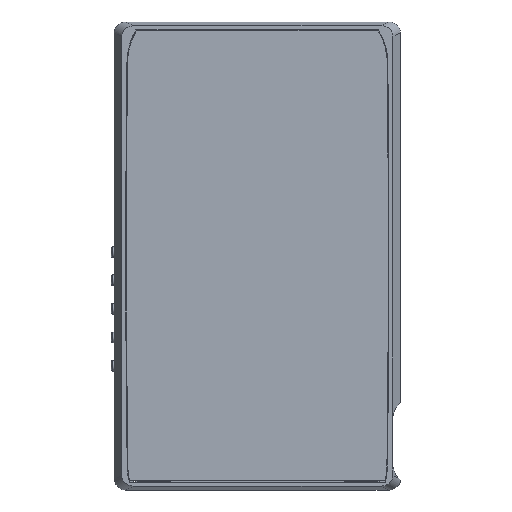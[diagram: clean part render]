
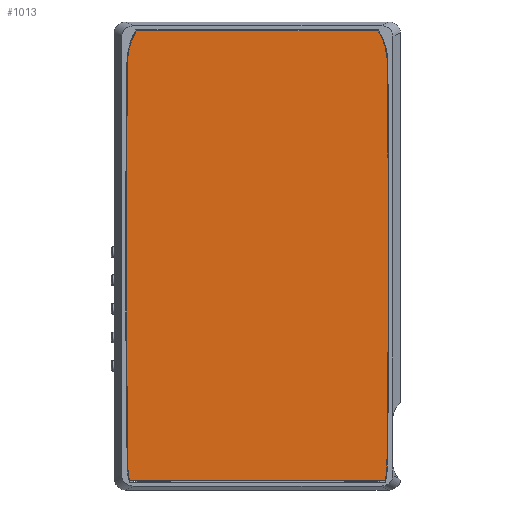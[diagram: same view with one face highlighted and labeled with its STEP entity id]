
A CAD part, top view. The second image highlights one B-rep face of the part: STEP entity #1013.
In plain terms, the highlighted planar face has unit normal (0, 0, 1).
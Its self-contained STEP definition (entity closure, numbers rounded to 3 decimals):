
#438=DIRECTION('',(1.,0.,0.));
#439=VECTOR('',#438,66.12);
#440=CARTESIAN_POINT('',(-33.06,-55.123,0.6));
#441=LINE('',#440,#439);
#445=CARTESIAN_POINT('',(-10.592,-50.649,0.6));
#446=DIRECTION('',(0.,0.,1.));
#447=DIRECTION('',(-1.,-0.024,0.));
#448=AXIS2_PLACEMENT_3D('',#445,#446,#447);
#453=CARTESIAN_POINT('',(4039.663,4.078,0.6));
#454=DIRECTION('',(0.,0.,1.));
#455=DIRECTION('',(-1.,0.012,0.));
#456=AXIS2_PLACEMENT_3D('',#453,#454,#455);
#461=CARTESIAN_POINT('',(-15.442,52.364,0.6));
#462=DIRECTION('',(0.,0.,1.));
#463=DIRECTION('',(-0.973,0.232,0.));
#464=AXIS2_PLACEMENT_3D('',#461,#462,#463);
#469=CARTESIAN_POINT('',(-15.147,51.716,0.6));
#470=DIRECTION('',(0.,0.,1.));
#471=DIRECTION('',(-0.867,0.498,0.));
#472=AXIS2_PLACEMENT_3D('',#469,#470,#471);
#477=DIRECTION('',(1.,0.,0.));
#478=VECTOR('',#477,62.522);
#479=CARTESIAN_POINT('',(-31.261,60.977,0.6));
#480=LINE('',#479,#478);
#484=CARTESIAN_POINT('',(15.147,51.716,0.6));
#485=DIRECTION('',(0.,0.,1.));
#486=DIRECTION('',(0.965,0.261,0.));
#487=AXIS2_PLACEMENT_3D('',#484,#485,#486);
#492=CARTESIAN_POINT('',(15.442,52.364,0.6));
#493=DIRECTION('',(0.,0.,1.));
#494=DIRECTION('',(1.,0.012,0.));
#495=AXIS2_PLACEMENT_3D('',#492,#493,#494);
#500=CARTESIAN_POINT('',(-4039.663,4.078,0.6));
#501=DIRECTION('',(0.,0.,1.));
#502=DIRECTION('',(1.,-0.014,0.));
#503=AXIS2_PLACEMENT_3D('',#500,#501,#502);
#508=CARTESIAN_POINT('',(10.592,-50.649,0.6));
#509=DIRECTION('',(0.,0.,1.));
#510=DIRECTION('',(0.981,-0.195,0.));
#511=AXIS2_PLACEMENT_3D('',#508,#509,#510);
#528=CARTESIAN_POINT('',(-33.581,52.577,0.6));
#529=CARTESIAN_POINT('',(-33.495,-51.194,0.6));
#530=VERTEX_POINT('',#528);
#531=VERTEX_POINT('',#529);
#532=CARTESIAN_POINT('',(-33.089,56.566,0.6));
#533=VERTEX_POINT('',#532);
#534=CARTESIAN_POINT('',(33.581,52.577,0.6));
#535=CARTESIAN_POINT('',(33.089,56.566,0.6));
#536=VERTEX_POINT('',#534);
#537=VERTEX_POINT('',#535);
#538=CARTESIAN_POINT('',(33.495,-51.194,0.6));
#539=VERTEX_POINT('',#538);
#596=CARTESIAN_POINT('',(-33.06,-55.123,0.6));
#597=CARTESIAN_POINT('',(33.06,-55.123,0.6));
#598=VERTEX_POINT('',#596);
#599=VERTEX_POINT('',#597);
#600=CARTESIAN_POINT('',(-31.261,60.977,0.6));
#601=CARTESIAN_POINT('',(31.261,60.977,0.6));
#602=VERTEX_POINT('',#600);
#603=VERTEX_POINT('',#601);
#996=CARTESIAN_POINT('',(0.,0.,0.6));
#997=DIRECTION('',(0.,0.,-1.));
#998=DIRECTION('',(1.,0.,0.));
#999=AXIS2_PLACEMENT_3D('',#996,#997,#998);
#1000=PLANE('',#999);
#1001=ORIENTED_EDGE('',*,*,#864,.F.);
#1002=ORIENTED_EDGE('',*,*,#880,.F.);
#1003=ORIENTED_EDGE('',*,*,#893,.F.);
#1004=ORIENTED_EDGE('',*,*,#907,.F.);
#1005=ORIENTED_EDGE('',*,*,#920,.F.);
#1006=ORIENTED_EDGE('',*,*,#935,.T.);
#1007=ORIENTED_EDGE('',*,*,#950,.F.);
#1008=ORIENTED_EDGE('',*,*,#963,.F.);
#1009=ORIENTED_EDGE('',*,*,#977,.F.);
#1010=ORIENTED_EDGE('',*,*,#989,.F.);
#1011=EDGE_LOOP('',(#1001,#1002,#1003,#1004,#1005,#1006,#1007,#1008,#1009,
#1010));
#1012=FACE_OUTER_BOUND('',#1011,.F.);
#1013=ADVANCED_FACE('',(#1012),#1000,.F.);
#449=CIRCLE('',#448,22.909);
#457=CIRCLE('',#456,4073.533);
#465=CIRCLE('',#464,18.14);
#473=CIRCLE('',#472,18.586);
#488=CIRCLE('',#487,18.586);
#496=CIRCLE('',#495,18.14);
#504=CIRCLE('',#503,4073.533);
#512=CIRCLE('',#511,22.909);
#864=EDGE_CURVE('',#598,#599,#441,.T.);
#880=EDGE_CURVE('',#531,#598,#449,.T.);
#893=EDGE_CURVE('',#530,#531,#457,.T.);
#907=EDGE_CURVE('',#533,#530,#465,.T.);
#920=EDGE_CURVE('',#602,#533,#473,.T.);
#935=EDGE_CURVE('',#602,#603,#480,.T.);
#950=EDGE_CURVE('',#537,#603,#488,.T.);
#963=EDGE_CURVE('',#536,#537,#496,.T.);
#977=EDGE_CURVE('',#539,#536,#504,.T.);
#989=EDGE_CURVE('',#599,#539,#512,.T.);
